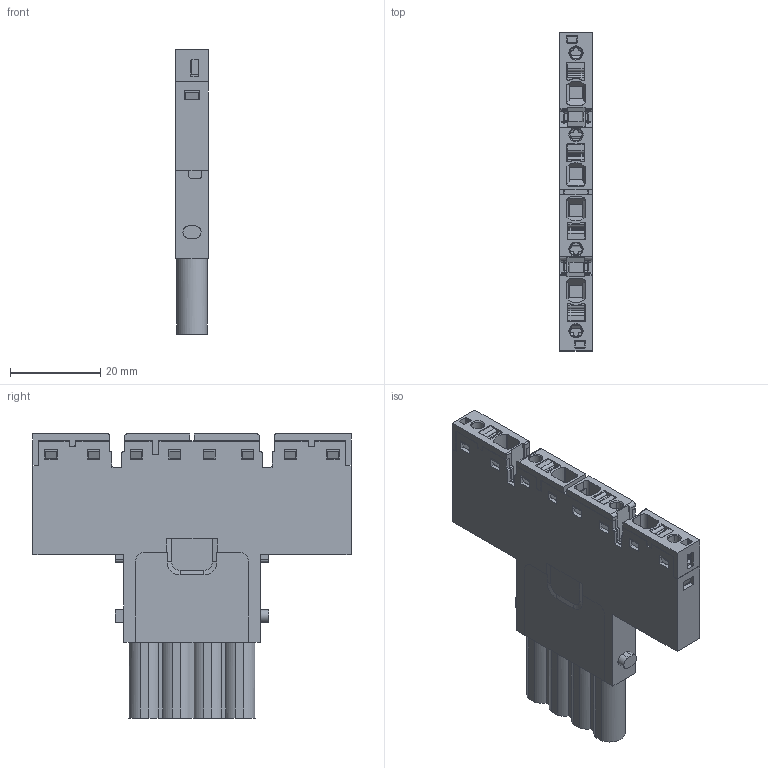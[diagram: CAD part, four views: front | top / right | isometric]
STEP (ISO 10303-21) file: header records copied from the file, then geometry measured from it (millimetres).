
FILE_DESCRIPTION(('CATIA V5 STEP Exchange','CAx-IF Rec.Pracs.--- Model Styling and Organization---1.4--- 2014-01-23'),'2;1');
FILE_NAME ('703121-4_1', '2019-09-03T14:31:12+00:00', ('none'), ('Weidmueller'), 'CATIA Version 5-6 Release 2016 SP3 HF44', 'CATIA V5 STEP AP214', 'none');
FILE_SCHEMA(('AUTOMOTIVE_DESIGN { 1 0 10303 214 1 1 1 1 }'));
Length unit declared in the file: millimetre
Products named in the file (1): 2636060000
Bounding box: 7.15 x 70.5 x 63 mm (x, y, z)
Volume: 17201.8 mm3; surface area: 22549.5 mm2
Topology: 9 solids, 9 shells, 1178 faces, 3245 edges, 2112 vertices
Faces by surface type: plane 704, cylinder 334, cone 126, torus 8, sphere 6
Entity records: 35706 total; most frequent: CARTESIAN_POINT 7539, ORIENTED_EDGE 6462, DIRECTION 4620, EDGE_CURVE 3231, VECTOR 2313, LINE 2313, VERTEX_POINT 2112, AXIS2_PLACEMENT_3D 1486
